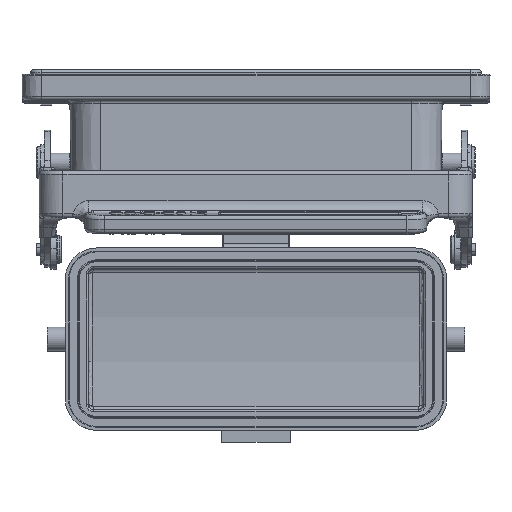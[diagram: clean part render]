
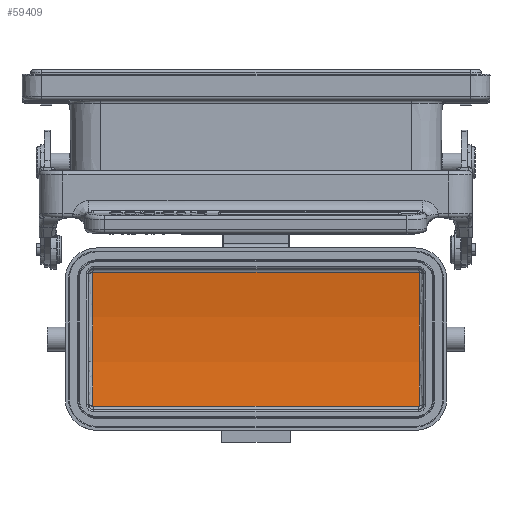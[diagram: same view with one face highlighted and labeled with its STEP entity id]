
A CAD part, top view. The second image highlights one B-rep face of the part: STEP entity #59409.
In plain terms, the highlighted cylindrical face has radius 121.932 mm (diameter 243.864 mm), a partial arc.
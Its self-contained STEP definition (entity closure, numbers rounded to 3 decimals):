
#15156=CARTESIAN_POINT('',(-41.208,-58.103,
-46.673));
#15158=CARTESIAN_POINT('',(-41.205,-41.2,74.082));
#15159=DIRECTION('',(-1.,0.,0.));
#15160=DIRECTION('',(0.,0.139,-0.99));
#15161=AXIS2_PLACEMENT_3D('',#15158,#15159,#15160);
#15172=CARTESIAN_POINT('',(-41.208,-24.296,
-46.673));
#15190=CARTESIAN_POINT('',(41.207,-24.297,
-46.673));
#15192=DIRECTION('',(-1.,0.,0.));
#15193=VECTOR('',#15192,82.415);
#15194=CARTESIAN_POINT('',(41.207,-24.297,
-46.673));
#15195=LINE('',#15194,#15193);
#15211=CARTESIAN_POINT('',(41.205,-41.2,74.082));
#15212=DIRECTION('',(1.,0.,0.));
#15213=DIRECTION('',(0.,-0.139,-0.99));
#15214=AXIS2_PLACEMENT_3D('',#15211,#15212,#15213);
#15225=CARTESIAN_POINT('',(41.208,-58.104,
-46.673));
#15245=DIRECTION('',(1.,0.,0.));
#15246=VECTOR('',#15245,82.416);
#15247=CARTESIAN_POINT('',(-41.208,-58.103,
-46.673));
#15248=LINE('',#15247,#15246);
#30138=VERTEX_POINT('',#15156);
#30139=VERTEX_POINT('',#15172);
#30140=VERTEX_POINT('',#15190);
#30141=VERTEX_POINT('',#15225);
#59398=CARTESIAN_POINT('',(-44.3,-41.2,74.082));
#59399=DIRECTION('',(-1.,0.,0.));
#59400=DIRECTION('',(0.,1.,0.));
#59401=AXIS2_PLACEMENT_3D('',#59398,#59399,#59400);
#59402=CYLINDRICAL_SURFACE('',#59401,121.932);
#59403=ORIENTED_EDGE('',*,*,#59301,.F.);
#59404=ORIENTED_EDGE('',*,*,#59384,.F.);
#59405=ORIENTED_EDGE('',*,*,#59135,.F.);
#59406=ORIENTED_EDGE('',*,*,#59217,.F.);
#59407=EDGE_LOOP('',(#59403,#59404,#59405,#59406));
#59408=FACE_OUTER_BOUND('',#59407,.F.);
#59409=ADVANCED_FACE('',(#59408),#59402,.F.);
#15162=CIRCLE('',#15161,121.932);
#15215=CIRCLE('',#15214,121.932);
#59135=EDGE_CURVE('',#30139,#30138,#15162,.T.);
#59217=EDGE_CURVE('',#30140,#30139,#15195,.T.);
#59301=EDGE_CURVE('',#30141,#30140,#15215,.T.);
#59384=EDGE_CURVE('',#30138,#30141,#15248,.T.);
